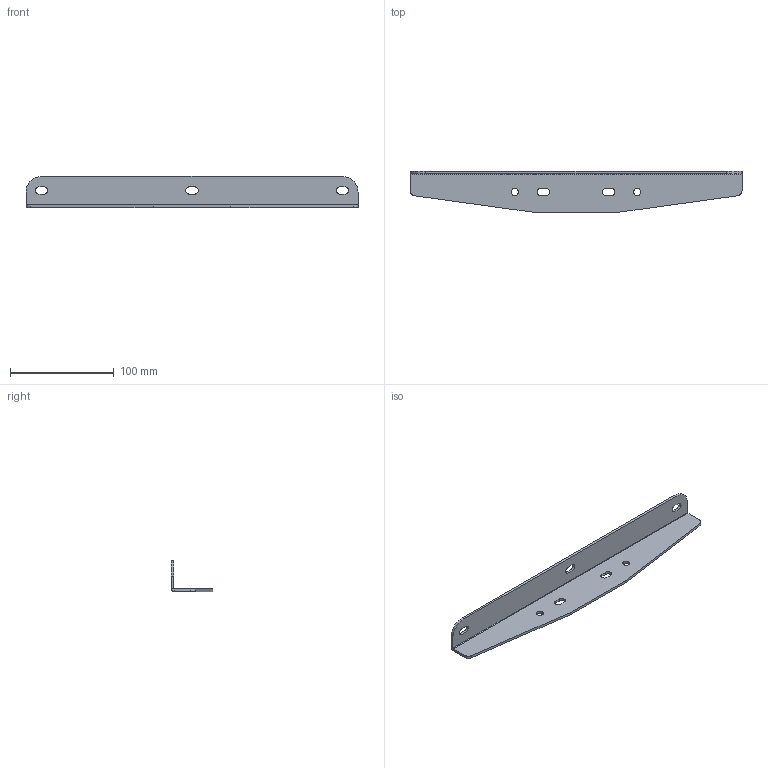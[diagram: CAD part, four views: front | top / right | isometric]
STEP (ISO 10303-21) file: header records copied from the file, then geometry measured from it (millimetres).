
FILE_DESCRIPTION((''),'2;1');
FILE_NAME('JC35TS-0523','2021-01-08T14:08:27',('sa'),('捷昌驱动'),'CREO PARAMETRIC BY PTC INC, 2018100','CREO PARAMETRIC BY PTC INC, 2018100','');
FILE_SCHEMA(('CONFIG_CONTROL_DESIGN'));
Length unit declared in the file: millimetre
Products named in the file (1): JC35TS-0523
Bounding box: 320 x 40 x 30 mm (x, y, z)
Volume: 46821.2 mm3; surface area: 39781.5 mm2
Topology: 1 solids, 1 shells, 44 faces, 118 edges, 76 vertices
Faces by surface type: plane 24, cylinder 20
Entity records: 1444 total; most frequent: DIRECTION 246, CARTESIAN_POINT 238, ORIENTED_EDGE 236, EDGE_CURVE 118, AXIS2_PLACEMENT_3D 84, VECTOR 78, LINE 78, VERTEX_POINT 76
